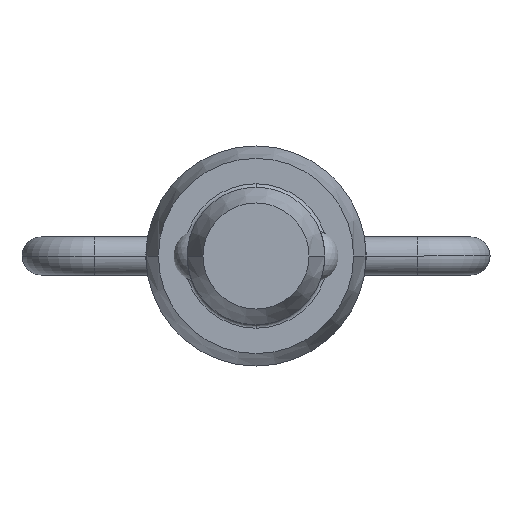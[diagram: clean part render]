
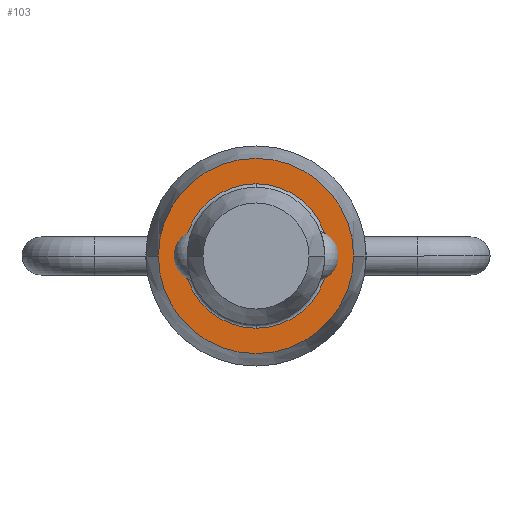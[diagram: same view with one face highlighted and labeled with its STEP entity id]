
A CAD part, front view. The second image highlights one B-rep face of the part: STEP entity #103.
In plain terms, the highlighted planar face has unit normal (0, -1, 0).
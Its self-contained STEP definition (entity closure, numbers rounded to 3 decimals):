
#103=ADVANCED_FACE('',(#221,#222),#223,.T.);
#221=FACE_OUTER_BOUND('',#354,.T.);
#222=FACE_BOUND('',#355,.T.);
#223=PLANE('',#356);
#354=EDGE_LOOP('',(#590,#591));
#355=EDGE_LOOP('',(#592,#593,#594));
#356=AXIS2_PLACEMENT_3D('',#595,#596,#597);
#590=ORIENTED_EDGE('',*,*,#876,.T.);
#591=ORIENTED_EDGE('',*,*,#802,.T.);
#592=ORIENTED_EDGE('',*,*,#877,.T.);
#593=ORIENTED_EDGE('',*,*,#878,.T.);
#594=ORIENTED_EDGE('',*,*,#879,.T.);
#595=CARTESIAN_POINT('',(-5.259,0.,0.0));
#596=DIRECTION('',(0.,-1.0,0.0));
#597=DIRECTION('',(1.0,0.,0.0));
#802=EDGE_CURVE('',#955,#952,#956,.T.);
#876=EDGE_CURVE('',#952,#955,#1068,.T.);
#877=EDGE_CURVE('',#1069,#1070,#1071,.T.);
#878=EDGE_CURVE('',#1070,#1072,#1073,.T.);
#879=EDGE_CURVE('',#1072,#1069,#1074,.T.);
#952=VERTEX_POINT('',#1179);
#955=VERTEX_POINT('',#1183);
#956=CIRCLE('',#1184,5.632);
#1068=CIRCLE('',#1414,5.632);
#1069=VERTEX_POINT('',#1415);
#1070=VERTEX_POINT('',#1416);
#1071=CIRCLE('',#1417,4.169);
#1072=VERTEX_POINT('',#1418);
#1073=CIRCLE('',#1419,4.169);
#1074=CIRCLE('',#1420,4.169);
#1179=CARTESIAN_POINT('',(-5.632,0.0,0.0));
#1183=CARTESIAN_POINT('',(5.632,0.,0.));
#1184=AXIS2_PLACEMENT_3D('',#1555,#1556,#1557);
#1414=AXIS2_PLACEMENT_3D('',#1675,#1676,#1677);
#1415=CARTESIAN_POINT('',(-4.169,0.0,0.0));
#1416=CARTESIAN_POINT('',(0.,0.,4.169));
#1417=AXIS2_PLACEMENT_3D('',#1678,#1679,#1680);
#1418=CARTESIAN_POINT('',(0.,0.,-4.169));
#1419=AXIS2_PLACEMENT_3D('',#1681,#1682,#1683);
#1420=AXIS2_PLACEMENT_3D('',#1684,#1685,#1686);
#1555=CARTESIAN_POINT('',(0.,0.,0.));
#1556=DIRECTION('',(0.,-1.0,0.0));
#1557=DIRECTION('',(-1.0,0.,0.0));
#1675=CARTESIAN_POINT('',(0.,0.,0.));
#1676=DIRECTION('',(0.,-1.0,0.0));
#1677=DIRECTION('',(-1.0,0.,0.0));
#1678=CARTESIAN_POINT('',(0.,0.0,0.0));
#1679=DIRECTION('',(0.,1.0,0.0));
#1680=DIRECTION('',(-1.0,0.,0.0));
#1681=CARTESIAN_POINT('',(0.,0.0,0.0));
#1682=DIRECTION('',(0.,1.0,0.0));
#1683=DIRECTION('',(-1.0,0.,0.0));
#1684=CARTESIAN_POINT('',(0.,0.0,0.0));
#1685=DIRECTION('',(0.,1.0,0.0));
#1686=DIRECTION('',(-1.0,0.,0.0));
